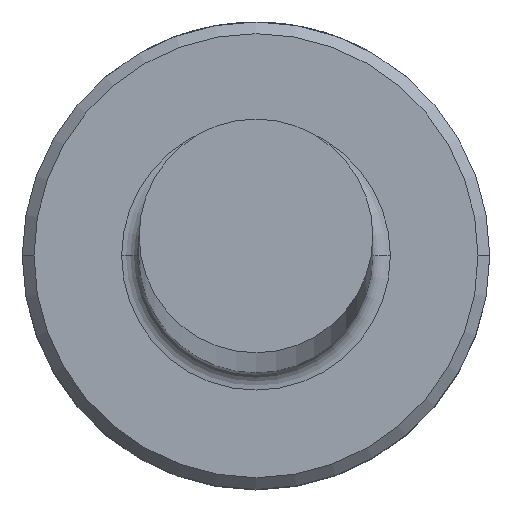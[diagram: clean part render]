
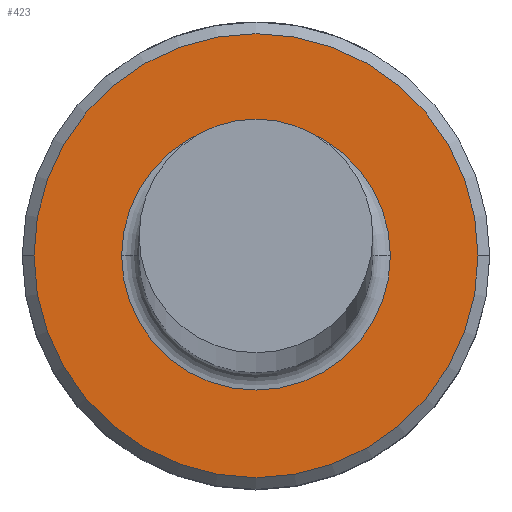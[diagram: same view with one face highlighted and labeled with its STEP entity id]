
A CAD part, top view. The second image highlights one B-rep face of the part: STEP entity #423.
In plain terms, the highlighted planar face has unit normal (0, 0, 1).
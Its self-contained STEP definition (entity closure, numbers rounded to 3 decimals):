
#19 = EDGE_CURVE ( 'NONE', #1088, #1059, #879, .T. ) ;
#103 = EDGE_CURVE ( 'NONE', #741, #667, #165, .T. ) ;
#115 = AXIS2_PLACEMENT_3D ( 'NONE', #338, #951, #430 ) ;
#165 = CIRCLE ( 'NONE', #822, 3.8 ) ;
#197 = CARTESIAN_POINT ( 'NONE',  ( 2.3, 0., 6. ) ) ;
#232 = DIRECTION ( 'NONE',  ( 0., 0., 1. ) ) ;
#299 = FACE_OUTER_BOUND ( 'NONE', #768, .T. ) ;
#303 = AXIS2_PLACEMENT_3D ( 'NONE', #602, #232, #1031 ) ;
#305 = ORIENTED_EDGE ( 'NONE', *, *, #443, .T. ) ;
#307 = CIRCLE ( 'NONE', #1011, 3.8 ) ;
#324 = ORIENTED_EDGE ( 'NONE', *, *, #103, .T. ) ;
#338 = CARTESIAN_POINT ( 'NONE',  ( 0., 0., 6. ) ) ;
#423 = ADVANCED_FACE ( 'NONE', ( #299, #575 ), #946, .T. ) ;
#430 = DIRECTION ( 'NONE',  ( -1., 0., 0. ) ) ;
#443 = EDGE_CURVE ( 'NONE', #1059, #1088, #751, .T. ) ;
#450 = DIRECTION ( 'NONE',  ( 0., 0., 1. ) ) ;
#469 = DIRECTION ( 'NONE',  ( 1., 0., 0. ) ) ;
#485 = CARTESIAN_POINT ( 'NONE',  ( -2.3, 0., 6. ) ) ;
#533 = DIRECTION ( 'NONE',  ( 0., 0., 1. ) ) ;
#544 = CARTESIAN_POINT ( 'NONE',  ( 0., 0., 6. ) ) ;
#575 = FACE_BOUND ( 'NONE', #785, .T. ) ;
#602 = CARTESIAN_POINT ( 'NONE',  ( 0., 0., 6. ) ) ;
#667 = VERTEX_POINT ( 'NONE', #959 ) ;
#698 = ORIENTED_EDGE ( 'NONE', *, *, #19, .T. ) ;
#703 = AXIS2_PLACEMENT_3D ( 'NONE', #1073, #1002, #995 ) ;
#741 = VERTEX_POINT ( 'NONE', #1051 ) ;
#751 = CIRCLE ( 'NONE', #115, 2.3 ) ;
#752 = EDGE_CURVE ( 'NONE', #667, #741, #307, .T. ) ;
#768 = EDGE_LOOP ( 'NONE', ( #324, #1130 ) ) ;
#785 = EDGE_LOOP ( 'NONE', ( #698, #305 ) ) ;
#822 = AXIS2_PLACEMENT_3D ( 'NONE', #544, #533, #469 ) ;
#879 = CIRCLE ( 'NONE', #703, 2.3 ) ;
#946 = PLANE ( 'NONE',  #303 ) ;
#951 = DIRECTION ( 'NONE',  ( 0., 0., -1. ) ) ;
#959 = CARTESIAN_POINT ( 'NONE',  ( 3.8, 0., 6. ) ) ;
#973 = CARTESIAN_POINT ( 'NONE',  ( 0., 0., 6. ) ) ;
#995 = DIRECTION ( 'NONE',  ( -1., 0., 0. ) ) ;
#1002 = DIRECTION ( 'NONE',  ( 0., 0., -1. ) ) ;
#1011 = AXIS2_PLACEMENT_3D ( 'NONE', #973, #450, #1055 ) ;
#1031 = DIRECTION ( 'NONE',  ( 1., 0., 0. ) ) ;
#1051 = CARTESIAN_POINT ( 'NONE',  ( -3.8, 0., 6. ) ) ;
#1055 = DIRECTION ( 'NONE',  ( 1., 0., 0. ) ) ;
#1059 = VERTEX_POINT ( 'NONE', #197 ) ;
#1073 = CARTESIAN_POINT ( 'NONE',  ( 0., 0., 6. ) ) ;
#1088 = VERTEX_POINT ( 'NONE', #485 ) ;
#1130 = ORIENTED_EDGE ( 'NONE', *, *, #752, .T. ) ;
